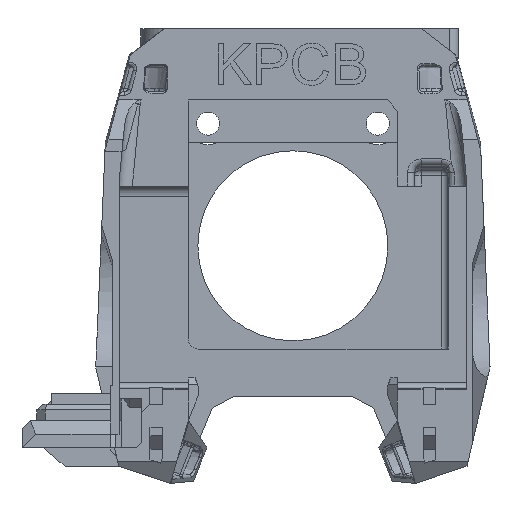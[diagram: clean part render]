
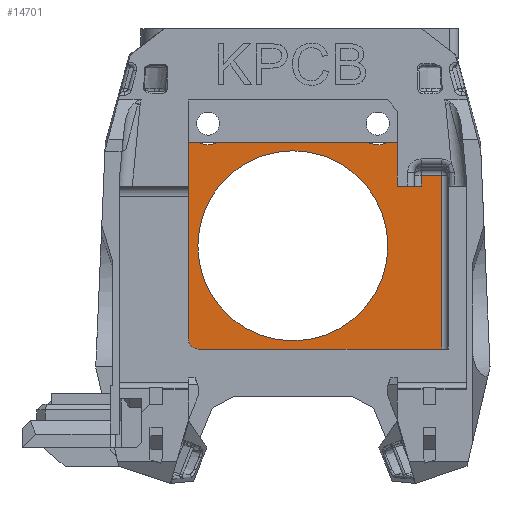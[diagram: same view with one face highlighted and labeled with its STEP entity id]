
A CAD part, front view. The second image highlights one B-rep face of the part: STEP entity #14701.
In plain terms, the highlighted planar face has unit normal (0, -1, 0).
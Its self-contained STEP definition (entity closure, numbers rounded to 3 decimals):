
#404=CIRCLE('',#15347,0.4);
#405=CIRCLE('',#15349,0.4);
#407=CIRCLE('',#15353,0.4);
#410=CIRCLE('',#15357,0.4);
#480=CIRCLE('',#15539,3.1);
#482=CIRCLE('',#15541,3.1);
#483=CIRCLE('',#15543,3.1);
#484=CIRCLE('',#15544,3.1);
#485=CIRCLE('',#15545,1.5);
#486=CIRCLE('',#15546,14.);
#1402=FACE_BOUND('',#2774,.T.);
#1959=FACE_OUTER_BOUND('',#2773,.T.);
#2773=EDGE_LOOP('',(#12246,#12247,#12248,#12249,#12250,#12251,#12252,#12253,
#12254,#12255,#12256,#12257,#12258,#12259,#12260,#12261,#12262,#12263,#12264));
#2774=EDGE_LOOP('',(#12265));
#3652=LINE('',#37219,#4938);
#3653=LINE('',#37222,#4939);
#3829=LINE('',#41474,#5115);
#3833=LINE('',#41483,#5119);
#3846=LINE('',#41508,#5132);
#3848=LINE('',#41511,#5134);
#3849=LINE('',#41512,#5135);
#3853=LINE('',#41521,#5139);
#3905=LINE('',#41678,#5191);
#3906=LINE('',#41681,#5192);
#4938=VECTOR('',#17237,1000.);
#4939=VECTOR('',#17242,1000.);
#5115=VECTOR('',#17700,1000.);
#5119=VECTOR('',#17706,1000.);
#5132=VECTOR('',#17729,1000.);
#5134=VECTOR('',#17731,1000.);
#5135=VECTOR('',#17732,1000.);
#5139=VECTOR('',#17742,1000.);
#5191=VECTOR('',#17892,1000.);
#5192=VECTOR('',#17895,1000.);
#6171=VERTEX_POINT('',#27580);
#6402=VERTEX_POINT('',#31762);
#6483=VERTEX_POINT('',#37218);
#6484=VERTEX_POINT('',#37224);
#6485=VERTEX_POINT('',#37226);
#6486=VERTEX_POINT('',#37230);
#6487=VERTEX_POINT('',#37231);
#6490=VERTEX_POINT('',#37242);
#6491=VERTEX_POINT('',#37243);
#6495=VERTEX_POINT('',#37252);
#6497=VERTEX_POINT('',#37256);
#6680=VERTEX_POINT('',#41472);
#6684=VERTEX_POINT('',#41481);
#6692=VERTEX_POINT('',#41509);
#6694=VERTEX_POINT('',#41520);
#6735=VERTEX_POINT('',#41667);
#6737=VERTEX_POINT('',#41674);
#6738=VERTEX_POINT('',#41677);
#6739=VERTEX_POINT('',#41679);
#6740=VERTEX_POINT('',#41682);
#8284=EDGE_CURVE('',#6171,#6483,#3652,.T.);
#8286=EDGE_CURVE('',#6402,#6171,#3653,.T.);
#8289=EDGE_CURVE('',#6484,#6485,#404,.T.);
#8290=EDGE_CURVE('',#6486,#6487,#405,.T.);
#8296=EDGE_CURVE('',#6490,#6491,#407,.T.);
#8303=EDGE_CURVE('',#6495,#6497,#410,.T.);
#8626=EDGE_CURVE('',#6680,#6483,#3829,.T.);
#8630=EDGE_CURVE('',#6680,#6684,#3833,.T.);
#8643=EDGE_CURVE('',#6684,#6486,#3846,.T.);
#8645=EDGE_CURVE('',#6497,#6692,#3848,.T.);
#8646=EDGE_CURVE('',#6485,#6490,#3849,.T.);
#8650=EDGE_CURVE('',#6694,#6402,#3853,.T.);
#8721=EDGE_CURVE('',#6735,#6484,#480,.T.);
#8724=EDGE_CURVE('',#6487,#6735,#482,.T.);
#8725=EDGE_CURVE('',#6491,#6737,#483,.T.);
#8726=EDGE_CURVE('',#6737,#6495,#484,.T.);
#8727=EDGE_CURVE('',#6692,#6738,#3905,.T.);
#8728=EDGE_CURVE('',#6738,#6739,#485,.T.);
#8729=EDGE_CURVE('',#6694,#6739,#3906,.T.);
#8730=EDGE_CURVE('',#6740,#6740,#486,.T.);
#12246=ORIENTED_EDGE('',*,*,#8290,.T.);
#12247=ORIENTED_EDGE('',*,*,#8724,.T.);
#12248=ORIENTED_EDGE('',*,*,#8721,.T.);
#12249=ORIENTED_EDGE('',*,*,#8289,.T.);
#12250=ORIENTED_EDGE('',*,*,#8646,.T.);
#12251=ORIENTED_EDGE('',*,*,#8296,.T.);
#12252=ORIENTED_EDGE('',*,*,#8725,.T.);
#12253=ORIENTED_EDGE('',*,*,#8726,.T.);
#12254=ORIENTED_EDGE('',*,*,#8303,.T.);
#12255=ORIENTED_EDGE('',*,*,#8645,.T.);
#12256=ORIENTED_EDGE('',*,*,#8727,.T.);
#12257=ORIENTED_EDGE('',*,*,#8728,.T.);
#12258=ORIENTED_EDGE('',*,*,#8729,.F.);
#12259=ORIENTED_EDGE('',*,*,#8650,.T.);
#12260=ORIENTED_EDGE('',*,*,#8286,.T.);
#12261=ORIENTED_EDGE('',*,*,#8284,.T.);
#12262=ORIENTED_EDGE('',*,*,#8626,.F.);
#12263=ORIENTED_EDGE('',*,*,#8630,.T.);
#12264=ORIENTED_EDGE('',*,*,#8643,.T.);
#12265=ORIENTED_EDGE('',*,*,#8730,.T.);
#13998=PLANE('',#15542);
#14701=ADVANCED_FACE('',(#1959,#1402),#13998,.F.);
#15347=AXIS2_PLACEMENT_3D('',#37228,#17247,#17248);
#15349=AXIS2_PLACEMENT_3D('',#37232,#17251,#17252);
#15353=AXIS2_PLACEMENT_3D('',#37244,#17263,#17264);
#15357=AXIS2_PLACEMENT_3D('',#37258,#17275,#17276);
#15539=AXIS2_PLACEMENT_3D('',#41668,#17879,#17880);
#15541=AXIS2_PLACEMENT_3D('',#41672,#17884,#17885);
#15542=AXIS2_PLACEMENT_3D('',#41673,#17886,#17887);
#15543=AXIS2_PLACEMENT_3D('',#41675,#17888,#17889);
#15544=AXIS2_PLACEMENT_3D('',#41676,#17890,#17891);
#15545=AXIS2_PLACEMENT_3D('',#41680,#17893,#17894);
#15546=AXIS2_PLACEMENT_3D('',#41683,#17896,#17897);
#17237=DIRECTION('',(0.,0.,-1.));
#17242=DIRECTION('',(-1.,0.,0.));
#17247=DIRECTION('center_axis',(0.,1.,0.));
#17248=DIRECTION('ref_axis',(0.,0.,
-1.));
#17251=DIRECTION('center_axis',(0.,1.,0.));
#17252=DIRECTION('ref_axis',(0.,0.,
-1.));
#17263=DIRECTION('center_axis',(0.,1.,0.));
#17264=DIRECTION('ref_axis',(0.,0.,
-1.));
#17275=DIRECTION('center_axis',(0.,1.,0.));
#17276=DIRECTION('ref_axis',(0.,0.,
-1.));
#17700=DIRECTION('',(1.,0.,0.));
#17706=DIRECTION('',(0.,0.,1.));
#17729=DIRECTION('',(-1.,0.,0.));
#17731=DIRECTION('',(-1.,0.,0.));
#17732=DIRECTION('',(-1.,0.,0.));
#17742=DIRECTION('',(0.,0.,1.));
#17879=DIRECTION('center_axis',(0.,1.,0.));
#17880=DIRECTION('ref_axis',(0.,0.,
-1.));
#17884=DIRECTION('center_axis',(0.,1.,0.));
#17885=DIRECTION('ref_axis',(0.,0.,
-1.));
#17886=DIRECTION('center_axis',(0.,1.,0.));
#17887=DIRECTION('ref_axis',(1.,0.,0.));
#17888=DIRECTION('center_axis',(0.,1.,0.));
#17889=DIRECTION('ref_axis',(0.,0.,
-1.));
#17890=DIRECTION('center_axis',(0.,1.,0.));
#17891=DIRECTION('ref_axis',(0.,0.,
-1.));
#17892=DIRECTION('',(0.,0.,-1.));
#17893=DIRECTION('center_axis',(0.,-1.,0.));
#17894=DIRECTION('ref_axis',(0.,0.,
1.));
#17895=DIRECTION('',(-1.,0.,0.));
#17896=DIRECTION('center_axis',(0.,1.,0.));
#17897=DIRECTION('ref_axis',(-1.,0.,0.));
#27580=CARTESIAN_POINT('',(-39.172,122.3,186.53));
#31762=CARTESIAN_POINT('',(-36.172,122.3,186.53));
#37218=CARTESIAN_POINT('',(-39.172,122.3,184.944));
#37219=CARTESIAN_POINT('',(-39.172,122.3,186.944));
#37222=CARTESIAN_POINT('',(-39.172,122.3,186.53));
#37224=CARTESIAN_POINT('',(-47.829,122.3,192.025));
#37226=CARTESIAN_POINT('',(-48.12,122.3,191.351));
#37228=CARTESIAN_POINT('Origin',(-48.12,122.3,191.751));
#37230=CARTESIAN_POINT('',(-43.025,122.3,191.351));
#37231=CARTESIAN_POINT('',(-43.316,122.3,192.025));
#37232=CARTESIAN_POINT('Origin',(-43.025,122.3,191.751));
#37242=CARTESIAN_POINT('',(-68.025,122.3,191.351));
#37243=CARTESIAN_POINT('',(-68.316,122.3,192.025));
#37244=CARTESIAN_POINT('Origin',(-68.025,122.3,191.751));
#37252=CARTESIAN_POINT('',(-72.829,122.3,192.025));
#37256=CARTESIAN_POINT('',(-73.12,122.3,191.351));
#37258=CARTESIAN_POINT('Origin',(-73.12,122.3,191.751));
#41472=CARTESIAN_POINT('',(-42.672,122.3,184.944));
#41474=CARTESIAN_POINT('',(-46.442,122.3,184.944));
#41481=CARTESIAN_POINT('',(-42.672,122.3,191.351));
#41483=CARTESIAN_POINT('',(-42.672,122.3,160.951));
#41508=CARTESIAN_POINT('',(-42.672,122.3,191.351));
#41509=CARTESIAN_POINT('',(-73.472,122.3,191.351));
#41511=CARTESIAN_POINT('',(-42.672,122.3,191.351));
#41512=CARTESIAN_POINT('',(-42.672,122.3,191.351));
#41520=CARTESIAN_POINT('',(-36.172,122.3,160.951));
#41521=CARTESIAN_POINT('',(-36.172,122.3,220.644));
#41667=CARTESIAN_POINT('',(-45.572,122.3,191.051));
#41668=CARTESIAN_POINT('Origin',(-45.572,122.3,194.151));
#41672=CARTESIAN_POINT('Origin',(-45.572,122.3,194.151));
#41673=CARTESIAN_POINT('Origin',(-73.472,122.3,220.644));
#41674=CARTESIAN_POINT('',(-70.572,122.3,191.051));
#41675=CARTESIAN_POINT('Origin',(-70.572,122.3,194.151));
#41676=CARTESIAN_POINT('Origin',(-70.572,122.3,194.151));
#41677=CARTESIAN_POINT('',(-73.472,122.3,162.451));
#41678=CARTESIAN_POINT('',(-73.472,122.3,160.951));
#41679=CARTESIAN_POINT('',(-71.972,122.3,160.951));
#41680=CARTESIAN_POINT('Origin',(-71.972,122.3,162.451));
#41681=CARTESIAN_POINT('',(-73.472,122.3,160.951));
#41682=CARTESIAN_POINT('',(-58.072,122.3,190.151));
#41683=CARTESIAN_POINT('Origin',(-58.072,122.3,176.151));
